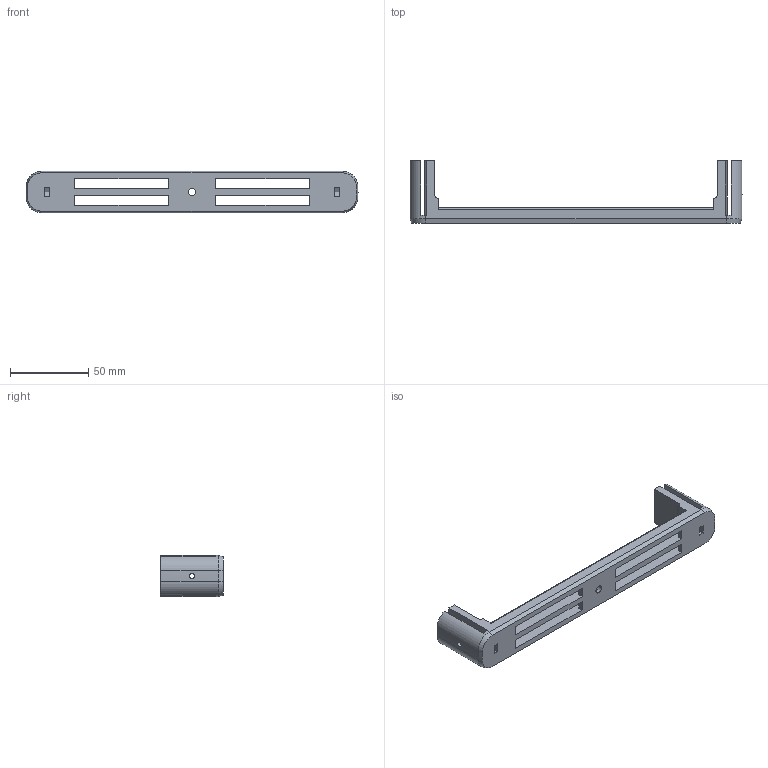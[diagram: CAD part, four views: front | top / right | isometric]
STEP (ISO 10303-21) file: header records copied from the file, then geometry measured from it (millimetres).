
FILE_DESCRIPTION (( 'STEP AP214' ), '1' );
FILE_NAME ('screenHolderTop.STEP', '2025-04-18T23:14:32', ( '' ), ( '' ), 'SwSTEP 2.0', 'SolidWorks 2025', '' );
FILE_SCHEMA (( 'AUTOMOTIVE_DESIGN' ));
Length unit declared in the file: millimetre
Products named in the file (1): screenHolderTop
Bounding box: 212 x 40 x 26.4 mm (x, y, z)
Volume: 48233 mm3; surface area: 26884 mm2
Topology: 1 solids, 1 shells, 93 faces, 276 edges, 180 vertices
Faces by surface type: plane 51, cylinder 34, cone 6, torus 2
Entity records: 3521 total; most frequent: CARTESIAN_POINT 936, ORIENTED_EDGE 552, DIRECTION 516, EDGE_CURVE 276, LINE 188, VECTOR 188, VERTEX_POINT 180, AXIS2_PLACEMENT_3D 164
